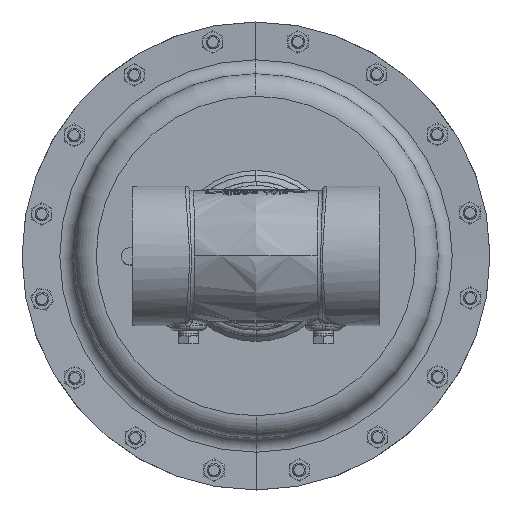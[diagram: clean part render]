
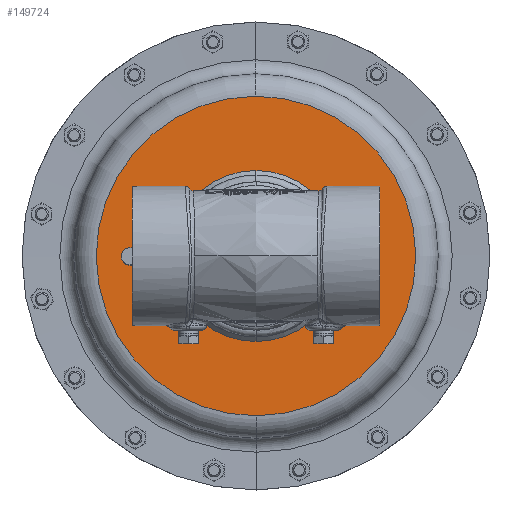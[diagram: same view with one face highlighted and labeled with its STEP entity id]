
A CAD part, front view. The second image highlights one B-rep face of the part: STEP entity #149724.
In plain terms, the highlighted planar face has unit normal (0, -1, 0).
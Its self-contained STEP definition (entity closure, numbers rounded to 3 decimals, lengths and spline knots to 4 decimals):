
#2277 = VERTEX_POINT ( 'NONE', #10917 ) ;
#3292 = CARTESIAN_POINT ( 'NONE',  ( 0., 8.2838, 0. ) ) ;
#7322 = DIRECTION ( 'NONE',  ( 0., -1., 0. ) ) ;
#9848 = CIRCLE ( 'NONE', #91190, 4.4375 ) ;
#9927 = CIRCLE ( 'NONE', #33784, 0.2458 ) ;
#10917 = CARTESIAN_POINT ( 'NONE',  ( -3.4993, 8.2838, -0.2555 ) ) ;
#11761 = DIRECTION ( 'NONE',  ( 0., 0., 1. ) ) ;
#12087 = FACE_BOUND ( 'NONE', #119665, .T. ) ;
#12187 = CIRCLE ( 'NONE', #62634, 4.4375 ) ;
#13247 = VERTEX_POINT ( 'NONE', #118517 ) ;
#15259 = EDGE_LOOP ( 'NONE', ( #58728, #125911 ) ) ;
#15327 = DIRECTION ( 'NONE',  ( 0., 0., 1. ) ) ;
#15847 = FACE_OUTER_BOUND ( 'NONE', #55713, .T. ) ;
#18243 = VERTEX_POINT ( 'NONE', #67483 ) ;
#19274 = CARTESIAN_POINT ( 'NONE',  ( 0., 8.2838, -2.375 ) ) ;
#21037 = CARTESIAN_POINT ( 'NONE',  ( -3.5, 8.2838, -0.0096 ) ) ;
#26546 = CARTESIAN_POINT ( 'NONE',  ( -2.016, 8.2838, -0.0055 ) ) ;
#32981 = DIRECTION ( 'NONE',  ( -0.003, 0., 1. ) ) ;
#33784 = AXIS2_PLACEMENT_3D ( 'NONE', #21037, #104426, #32981 ) ;
#38532 = DIRECTION ( 'NONE',  ( 0., -1., 0. ) ) ;
#42853 = CIRCLE ( 'NONE', #86357, 0.2458 ) ;
#45185 = CIRCLE ( 'NONE', #127360, 2.375 ) ;
#48506 = VERTEX_POINT ( 'NONE', #153134 ) ;
#52506 = CARTESIAN_POINT ( 'NONE',  ( 0., 8.2838, 0. ) ) ;
#55713 = EDGE_LOOP ( 'NONE', ( #84828, #140660 ) ) ;
#56940 = DIRECTION ( 'NONE',  ( 0., 1., 0. ) ) ;
#58728 = ORIENTED_EDGE ( 'NONE', *, *, #62637, .F. ) ;
#59999 = EDGE_CURVE ( 'NONE', #48506, #105467, #133282, .T. ) ;
#62634 = AXIS2_PLACEMENT_3D ( 'NONE', #128470, #56940, #140520 ) ;
#62637 = EDGE_CURVE ( 'NONE', #13247, #2277, #42853, .T. ) ;
#64574 = DIRECTION ( 'NONE',  ( 0.003, 0., -1. ) ) ;
#67483 = CARTESIAN_POINT ( 'NONE',  ( -0.0122, 8.2838, 4.4375 ) ) ;
#78144 = ORIENTED_EDGE ( 'NONE', *, *, #59999, .F. ) ;
#78828 = EDGE_CURVE ( 'NONE', #86816, #18243, #12187, .T. ) ;
#78857 = CARTESIAN_POINT ( 'NONE',  ( -3.5, 8.2838, -0.0096 ) ) ;
#81642 = EDGE_CURVE ( 'NONE', #2277, #13247, #9927, .T. ) ;
#83279 = DIRECTION ( 'NONE',  ( 0., -1., 0. ) ) ;
#84828 = ORIENTED_EDGE ( 'NONE', *, *, #78828, .F. ) ;
#85310 = CARTESIAN_POINT ( 'NONE',  ( 0.0122, 8.2838, -4.4375 ) ) ;
#86357 = AXIS2_PLACEMENT_3D ( 'NONE', #78857, #7322, #90833 ) ;
#86801 = DIRECTION ( 'NONE',  ( 0., -1., 0. ) ) ;
#86816 = VERTEX_POINT ( 'NONE', #85310 ) ;
#90833 = DIRECTION ( 'NONE',  ( -0.003, 0., 1. ) ) ;
#91190 = AXIS2_PLACEMENT_3D ( 'NONE', #52506, #136068, #64574 ) ;
#102048 = EDGE_CURVE ( 'NONE', #18243, #86816, #9848, .T. ) ;
#104019 = EDGE_CURVE ( 'NONE', #105467, #48506, #45185, .T. ) ;
#104426 = DIRECTION ( 'NONE',  ( 0., -1., 0. ) ) ;
#105467 = VERTEX_POINT ( 'NONE', #19274 ) ;
#109963 = PLANE ( 'NONE',  #112643 ) ;
#112643 = AXIS2_PLACEMENT_3D ( 'NONE', #26546, #38532, #121997 ) ;
#118517 = CARTESIAN_POINT ( 'NONE',  ( -3.5007, 8.2838, 0.2362 ) ) ;
#119665 = EDGE_LOOP ( 'NONE', ( #155045, #78144 ) ) ;
#120138 = AXIS2_PLACEMENT_3D ( 'NONE', #3292, #86801, #15327 ) ;
#121997 = DIRECTION ( 'NONE',  ( -0.003, 0., 1. ) ) ;
#125911 = ORIENTED_EDGE ( 'NONE', *, *, #81642, .F. ) ;
#127360 = AXIS2_PLACEMENT_3D ( 'NONE', #154802, #83279, #11761 ) ;
#128470 = CARTESIAN_POINT ( 'NONE',  ( 0., 8.2838, 0. ) ) ;
#133282 = CIRCLE ( 'NONE', #120138, 2.375 ) ;
#135357 = FACE_BOUND ( 'NONE', #15259, .T. ) ;
#136068 = DIRECTION ( 'NONE',  ( 0., 1., 0. ) ) ;
#140520 = DIRECTION ( 'NONE',  ( 0.003, 0., -1. ) ) ;
#140660 = ORIENTED_EDGE ( 'NONE', *, *, #102048, .F. ) ;
#149724 = ADVANCED_FACE ( 'NONE', ( #135357, #15847, #12087 ), #109963, .T. ) ;
#153134 = CARTESIAN_POINT ( 'NONE',  ( 0., 8.2838, 2.375 ) ) ;
#154802 = CARTESIAN_POINT ( 'NONE',  ( 0., 8.2838, 0. ) ) ;
#155045 = ORIENTED_EDGE ( 'NONE', *, *, #104019, .F. ) ;
